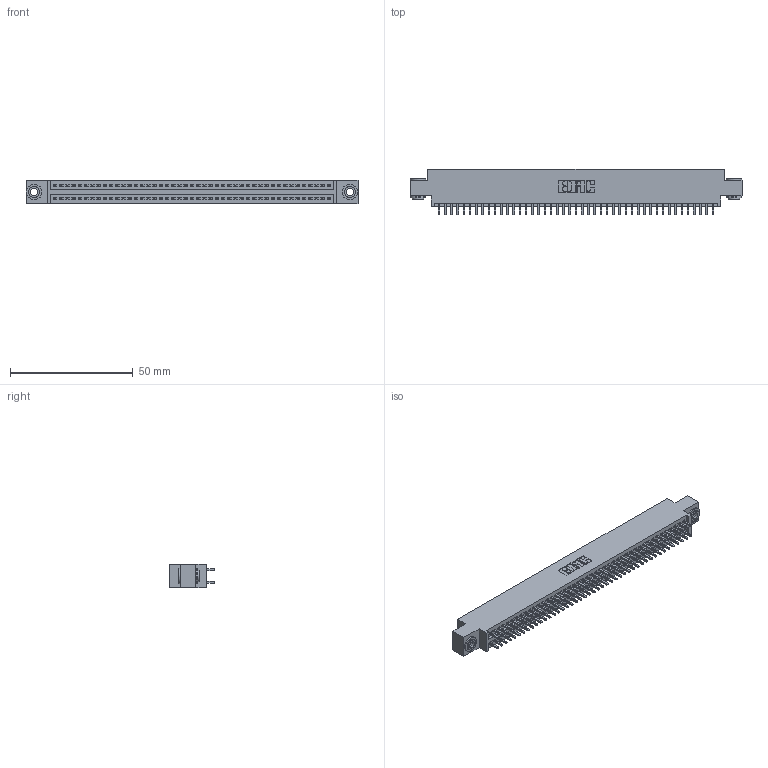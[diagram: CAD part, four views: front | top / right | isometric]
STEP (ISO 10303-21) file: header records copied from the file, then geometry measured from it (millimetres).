
FILE_DESCRIPTION (( 'STEP AP203' ), '1' );
FILE_NAME ('395-090-521-803.STEP', '2019-10-25T15:58:53', ( '' ), ( '' ), 'SwSTEP 2.0', 'SolidWorks 2016', '' );
FILE_SCHEMA (( 'CONFIG_CONTROL_DESIGN' ));
Length unit declared in the file: inch
Products named in the file (4): 345 Part_0.170 Offset - 0.156 Dia-TH; 345-292-001_345-293-121; 345-250-002_345-250-002-102; 395-090-521-803
Assembly tree (93 placements, depth 2):
  395-090-521-803
    345 Part_0.170 Offset - 0.156 Dia-TH
    345-292-001_345-293-121  x90
    345-250-002_345-250-002-102  x2
Bounding box: 135.51 x 18.72 x 9.4 mm (x, y, z)
Volume: 13060.6 mm3; surface area: 19473.1 mm2
Topology: 93 solids, 93 shells, 4668 faces, 13839 edges, 9102 vertices
Faces by surface type: plane 3064, cylinder 1596, cone 8
Entity records: 35704 total; most frequent: CARTESIAN_POINT 5959, ORIENTED_EDGE 5886, DIRECTION 5281, EDGE_CURVE 2943, VECTOR 2607, LINE 2607, VERTEX_POINT 1958, AXIS2_PLACEMENT_3D 1337
